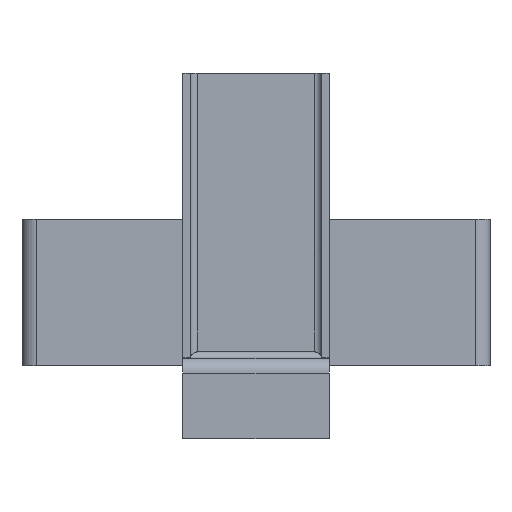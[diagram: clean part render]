
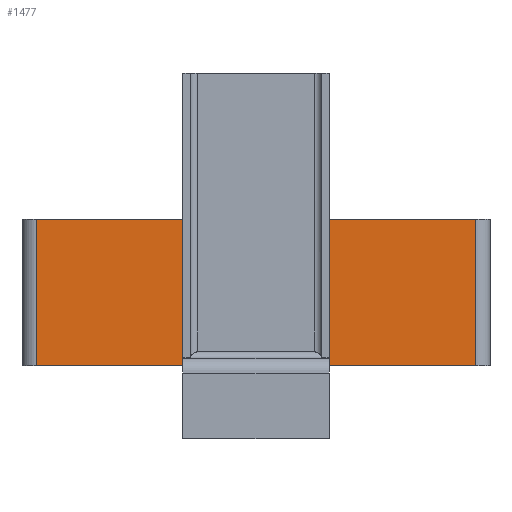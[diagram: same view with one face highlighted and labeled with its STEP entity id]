
A CAD part, front view. The second image highlights one B-rep face of the part: STEP entity #1477.
In plain terms, the highlighted planar face has unit normal (0, -1, 0).
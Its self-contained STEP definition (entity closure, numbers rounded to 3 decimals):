
#41 = CARTESIAN_POINT ( 'NONE',  ( 0., 0., 10. ) ) ;
#82 = VECTOR ( 'NONE', #1961, 1000. ) ;
#99 = CARTESIAN_POINT ( 'NONE',  ( 2., 0., 10. ) ) ;
#417 = VERTEX_POINT ( 'NONE', #1171 ) ;
#431 = LINE ( 'NONE', #983, #857 ) ;
#477 = EDGE_LOOP ( 'NONE', ( #1461, #1791, #2608, #2010 ) ) ;
#637 = AXIS2_PLACEMENT_3D ( 'NONE', #41, #892, #2720 ) ;
#694 = VECTOR ( 'NONE', #1607, 1000. ) ;
#733 = LINE ( 'NONE', #2735, #694 ) ;
#857 = VECTOR ( 'NONE', #1208, 1000. ) ;
#892 = DIRECTION ( 'NONE',  ( 0., 1., 0. ) ) ;
#912 = EDGE_CURVE ( 'NONE', #417, #1430, #2057, .T. ) ;
#969 = DIRECTION ( 'NONE',  ( 0., 0., -1. ) ) ;
#983 = CARTESIAN_POINT ( 'NONE',  ( 0., 0., 10. ) ) ;
#986 = VERTEX_POINT ( 'NONE', #2551 ) ;
#1068 = EDGE_CURVE ( 'NONE', #417, #2325, #431, .T. ) ;
#1171 = CARTESIAN_POINT ( 'NONE',  ( 2., 0., 10. ) ) ;
#1208 = DIRECTION ( 'NONE',  ( 1., 0., 0. ) ) ;
#1430 = VERTEX_POINT ( 'NONE', #1847 ) ;
#1439 = EDGE_CURVE ( 'NONE', #2325, #986, #733, .T. ) ;
#1461 = ORIENTED_EDGE ( 'NONE', *, *, #2873, .T. ) ;
#1477 = ADVANCED_FACE ( 'NONE', ( #1986 ), #2518, .F. ) ;
#1494 = CARTESIAN_POINT ( 'NONE',  ( 0., 0., -10. ) ) ;
#1607 = DIRECTION ( 'NONE',  ( 0., 0., -1. ) ) ;
#1791 = ORIENTED_EDGE ( 'NONE', *, *, #1439, .F. ) ;
#1847 = CARTESIAN_POINT ( 'NONE',  ( 2., 0., -10. ) ) ;
#1961 = DIRECTION ( 'NONE',  ( 1., 0., 0. ) ) ;
#1986 = FACE_OUTER_BOUND ( 'NONE', #477, .T. ) ;
#2010 = ORIENTED_EDGE ( 'NONE', *, *, #912, .T. ) ;
#2057 = LINE ( 'NONE', #99, #2715 ) ;
#2325 = VERTEX_POINT ( 'NONE', #2560 ) ;
#2479 = LINE ( 'NONE', #1494, #82 ) ;
#2518 = PLANE ( 'NONE',  #637 ) ;
#2551 = CARTESIAN_POINT ( 'NONE',  ( 62., 0., -10. ) ) ;
#2560 = CARTESIAN_POINT ( 'NONE',  ( 62., 0., 10. ) ) ;
#2608 = ORIENTED_EDGE ( 'NONE', *, *, #1068, .F. ) ;
#2715 = VECTOR ( 'NONE', #969, 1000. ) ;
#2720 = DIRECTION ( 'NONE',  ( 0., 0., 1. ) ) ;
#2735 = CARTESIAN_POINT ( 'NONE',  ( 62., 0., 10. ) ) ;
#2873 = EDGE_CURVE ( 'NONE', #1430, #986, #2479, .T. ) ;
